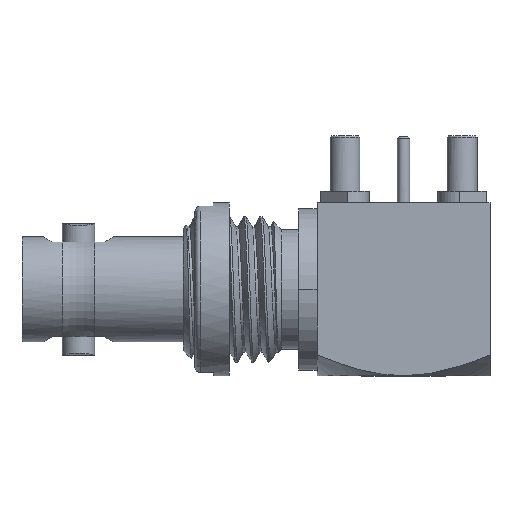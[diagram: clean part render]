
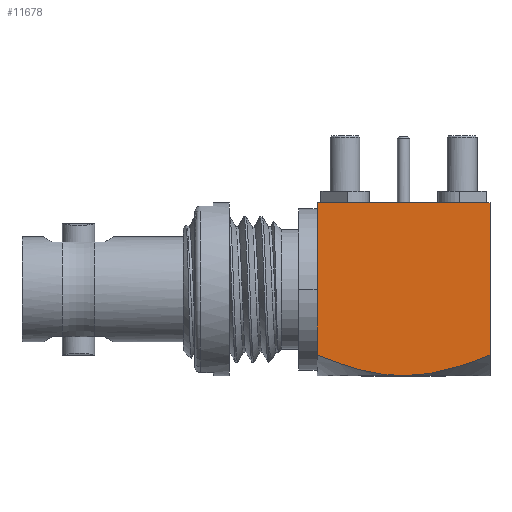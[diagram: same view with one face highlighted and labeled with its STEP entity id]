
A CAD part, top view. The second image highlights one B-rep face of the part: STEP entity #11678.
In plain terms, the highlighted planar face has unit normal (0, 0, 1).
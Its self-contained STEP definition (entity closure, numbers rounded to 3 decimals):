
#10905=CARTESIAN_POINT('',(12.8,-2.853,3.75));
#10906=CARTESIAN_POINT('',(13.034,-2.949,3.75));
#10907=CARTESIAN_POINT('',(13.477,-3.121,3.75));
#10908=CARTESIAN_POINT('',(14.06,-3.321,3.75));
#10909=CARTESIAN_POINT('',(14.591,-3.477,3.75));
#10910=CARTESIAN_POINT('',(15.093,-3.597,3.75));
#10911=CARTESIAN_POINT('',(15.581,-3.684,3.75));
#10912=CARTESIAN_POINT('',(16.066,-3.738,3.75));
#10913=CARTESIAN_POINT('',(16.389,-3.75,3.75));
#10914=CARTESIAN_POINT('',(16.55,-3.75,3.75));
#10916=DIRECTION('',(0.,1.,0.));
#10917=VECTOR('',#10916,6.603);
#10918=CARTESIAN_POINT('',(12.8,-2.853,3.75));
#10919=LINE('',#10918,#10917);
#10920=DIRECTION('',(1.,0.,0.));
#10921=VECTOR('',#10920,7.5);
#10922=CARTESIAN_POINT('',(12.8,3.75,3.75));
#10923=LINE('',#10922,#10921);
#10924=DIRECTION('',(0.,-1.,0.));
#10925=VECTOR('',#10924,6.603);
#10926=CARTESIAN_POINT('',(20.3,3.75,3.75));
#10927=LINE('',#10926,#10925);
#10928=CARTESIAN_POINT('',(16.55,-3.75,3.75));
#10929=CARTESIAN_POINT('',(16.691,-3.75,3.75));
#10930=CARTESIAN_POINT('',(16.974,-3.741,3.75));
#10931=CARTESIAN_POINT('',(17.398,-3.7,3.75));
#10932=CARTESIAN_POINT('',(17.823,-3.633,3.75));
#10933=CARTESIAN_POINT('',(18.256,-3.54,3.75));
#10934=CARTESIAN_POINT('',(18.705,-3.422,3.75));
#10935=CARTESIAN_POINT('',(19.182,-3.273,3.75));
#10936=CARTESIAN_POINT('',(19.704,-3.09,3.75));
#10937=CARTESIAN_POINT('',(20.095,-2.937,3.75));
#10938=CARTESIAN_POINT('',(20.3,-2.853,3.75));
#11528=CARTESIAN_POINT('',(12.8,3.75,3.75));
#11529=CARTESIAN_POINT('',(20.3,3.75,3.75));
#11530=VERTEX_POINT('',#11528);
#11531=VERTEX_POINT('',#11529);
#11548=VERTEX_POINT('',#10905);
#11549=VERTEX_POINT('',#10914);
#11550=VERTEX_POINT('',#10938);
#11661=CARTESIAN_POINT('',(16.55,0.,3.75));
#11662=DIRECTION('',(0.,0.,-1.));
#11663=DIRECTION('',(1.,0.,0.));
#11664=AXIS2_PLACEMENT_3D('',#11661,#11662,#11663);
#11665=PLANE('',#11664);
#11667=ORIENTED_EDGE('',*,*,#11666,.F.);
#11669=ORIENTED_EDGE('',*,*,#11668,.T.);
#11671=ORIENTED_EDGE('',*,*,#11670,.T.);
#11673=ORIENTED_EDGE('',*,*,#11672,.T.);
#11675=ORIENTED_EDGE('',*,*,#11674,.F.);
#11676=EDGE_LOOP('',(#11667,#11669,#11671,#11673,#11675));
#11677=FACE_OUTER_BOUND('',#11676,.F.);
#10915=B_SPLINE_CURVE_WITH_KNOTS('',3,(#10905,#10906,#10907,#10908,#10909,
#10910,#10911,#10912,#10913,#10914),.UNSPECIFIED.,.F.,.F.,(4,1,1,1,1,1,1,4),(
0.,0.143,0.286,0.429,0.571,
0.714,0.857,1.),.UNSPECIFIED.);
#10939=B_SPLINE_CURVE_WITH_KNOTS('',3,(#10928,#10929,#10930,#10931,#10932,
#10933,#10934,#10935,#10936,#10937,#10938),.UNSPECIFIED.,.F.,.F.,(4,1,1,1,1,1,1,
1,4),(0.,0.125,0.25,0.375,0.5,0.625,0.75,0.875,1.),
.UNSPECIFIED.);
#11666=EDGE_CURVE('',#11548,#11549,#10915,.T.);
#11668=EDGE_CURVE('',#11548,#11530,#10919,.T.);
#11670=EDGE_CURVE('',#11530,#11531,#10923,.T.);
#11672=EDGE_CURVE('',#11531,#11550,#10927,.T.);
#11674=EDGE_CURVE('',#11549,#11550,#10939,.T.);
#11678=ADVANCED_FACE('',(#11677),#11665,.F.);
